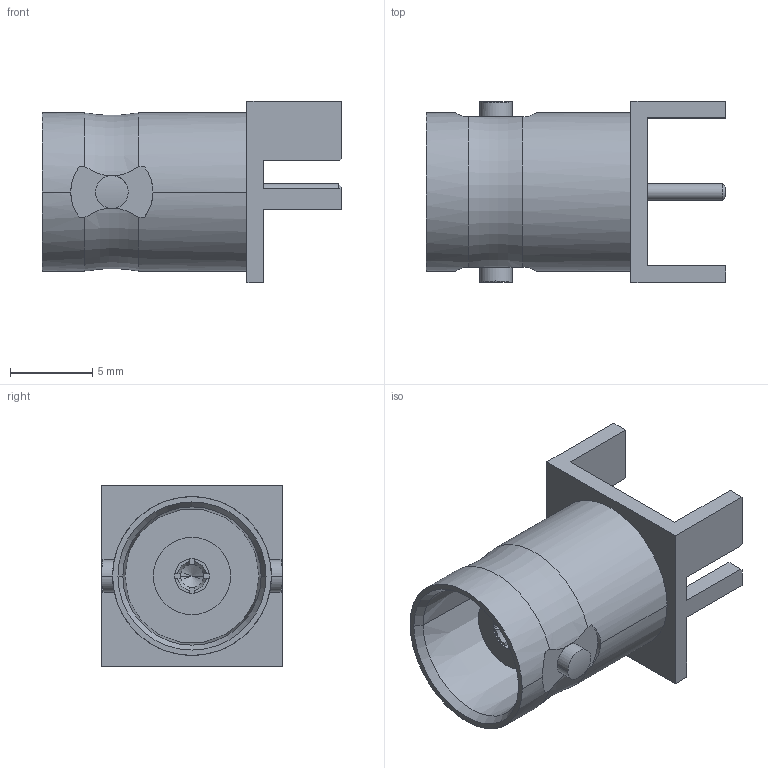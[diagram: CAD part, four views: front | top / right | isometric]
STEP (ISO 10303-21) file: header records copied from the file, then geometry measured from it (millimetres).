
FILE_DESCRIPTION((''),'2;1');
FILE_NAME('B6251Q1-001-NT3G-50_SW0002','2020-05-29T16:10:52',('Vijayaragavan'),(''),'CREO PARAMETRIC BY PTC INC, 2019444','CREO PARAMETRIC BY PTC INC, 2019444','');
FILE_SCHEMA(('CONFIG_CONTROL_DESIGN'));
Length unit declared in the file: millimetre
Products named in the file (1): B6251Q1-001-NT3G-50_SW0002
Bounding box: 18.22 x 11.02 x 11.02 mm (x, y, z)
Volume: 690.6 mm3; surface area: 1143.8 mm2
Topology: 1 solids, 1 shells, 94 faces, 244 edges, 159 vertices
Faces by surface type: plane 52, cylinder 26, cone 14, torus 2
Entity records: 3046 total; most frequent: CARTESIAN_POINT 695, ORIENTED_EDGE 484, DIRECTION 476, EDGE_CURVE 242, AXIS2_PLACEMENT_3D 168, VERTEX_POINT 159, VECTOR 140, LINE 140
